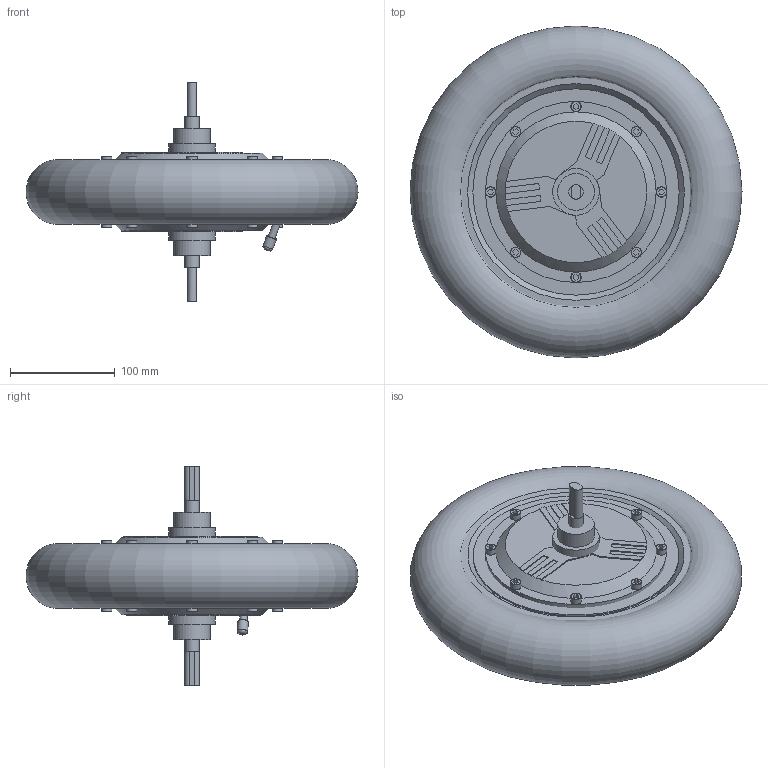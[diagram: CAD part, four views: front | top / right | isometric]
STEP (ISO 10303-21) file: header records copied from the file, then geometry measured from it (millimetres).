
FILE_DESCRIPTION(/* description */ (''),/* implementation_level */ '2;1');
FILE_NAME(/* name */ 'Radnabenmotor_v9.step',/* time_stamp */ '2025-03-29T15:15:30+01:00',/* author */ (''),/* organization */ (''),/* preprocessor_version */ 'ST-DEVELOPER v20.1',/* originating_system */ 'Autodesk Translation Framework v14.4.0.0',/* authorisation */ '');
FILE_SCHEMA (('AUTOMOTIVE_DESIGN { 1 0 10303 214 3 1 1 }'));
Length unit declared in the file: millimetre
Products named in the file (5): Radnabenmotor; Felge; M6X10_inbus v1; Gummi; Axle
Assembly tree (4 placements, depth 3):
  Radnabenmotor
    Felge
      M6X10_inbus v1
    Gummi
    Axle
Bounding box: 317 x 317 x 210 mm (x, y, z)
Volume: 4929397.3 mm3; surface area: 527313.2 mm2
Topology: 25 solids, 25 shells, 388 faces, 836 edges, 537 vertices
Faces by surface type: plane 275, cylinder 74, cone 21, torus 17, bspline 1
Full cylindrical faces by diameter (mm): 5.884 x16, 7 x1, 10 x17, 14 x1, 35 x2, 44.5 x2, 173 x2, 197 x1, 221 x2
Entity records: 10695 total; most frequent: DIRECTION 1889, CARTESIAN_POINT 1796, ORIENTED_EDGE 1672, EDGE_CURVE 836, AXIS2_PLACEMENT_3D 657, LINE 575, VECTOR 575, VERTEX_POINT 537
